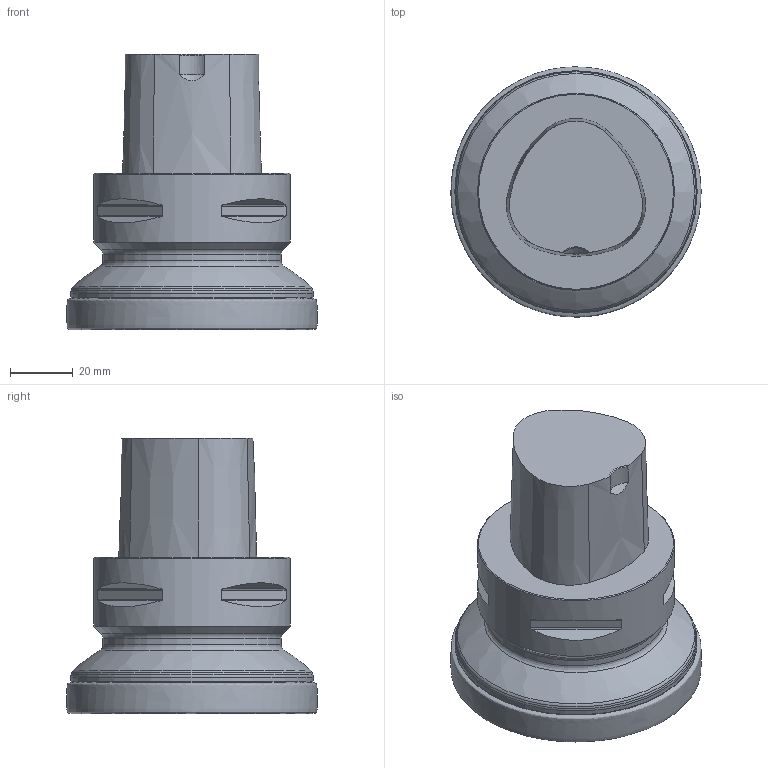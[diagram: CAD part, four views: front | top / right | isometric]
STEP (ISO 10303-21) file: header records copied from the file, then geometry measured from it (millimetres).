
FILE_DESCRIPTION(/* description */ (''),/* implementation_level */ '2;1');
FILE_NAME(/* name */ 'TOOLASSEMBLY_1.STP',/* time_stamp */ '2024-08-27T14:18:28+02:00',/* author */ (''),/* organization */ ('SMS'),/* preprocessor_version */ 'ST-DEVELOPER v16.7',/* originating_system */ 'SIEMENS PLM Software NX 12.0',/* authorisation */ '');
FILE_SCHEMA (('AUTOMOTIVE_DESIGN { 1 0 10303 214 3 1 1 1 }'));
Length unit declared in the file: millimetre
Products named in the file (4): ASSEMBLY_CONSTRUCTION; CUT_20240827141616; NOCUT_20240827141556; TOOLASSEMBLY_1
Assembly tree (3 placements, depth 2):
  TOOLASSEMBLY_1
    NOCUT_20240827141556
    CUT_20240827141616
    ASSEMBLY_CONSTRUCTION
Bounding box: 80.04 x 80.05 x 88 mm (x, y, z)
Volume: 238147.5 mm3; surface area: 31844.8 mm2
Topology: 2 solids, 2 shells, 55 faces, 130 edges, 94 vertices
Faces by surface type: cone 16, plane 16, cylinder 11, torus 10, bspline 2
Full cylindrical faces by diameter (mm): 57 x1, 63 x1
Entity records: 7995 total; most frequent: CARTESIAN_POINT 6648, DIRECTION 262, ORIENTED_EDGE 196, AXIS2_PLACEMENT_3D 116, EDGE_CURVE 98, EDGE_LOOP 81, VERTEX_POINT 74, ADVANCED_FACE 55
